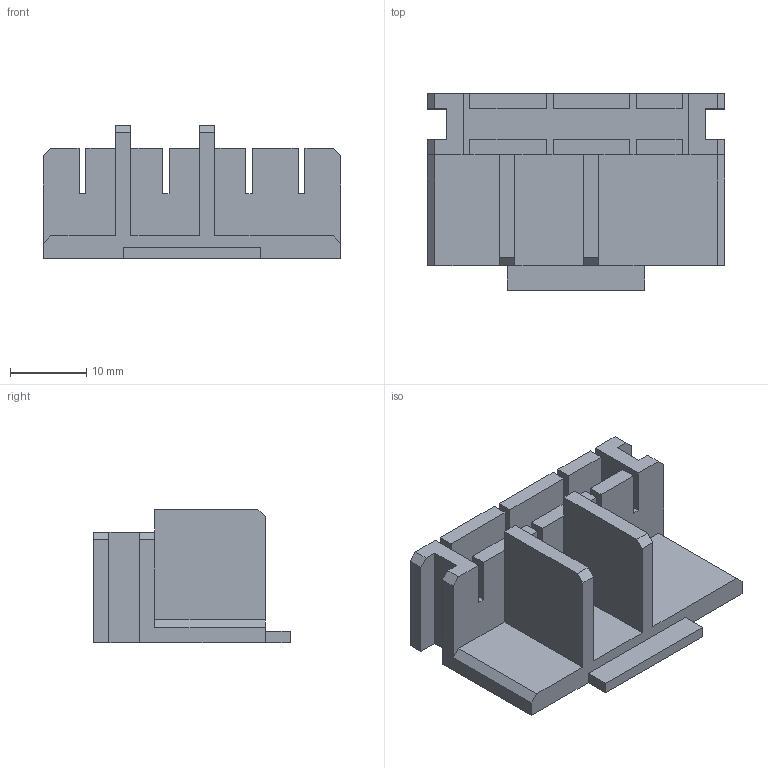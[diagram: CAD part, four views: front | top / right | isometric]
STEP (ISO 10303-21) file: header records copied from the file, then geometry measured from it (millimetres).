
FILE_DESCRIPTION(('FreeCAD Model'),'2;1');
FILE_NAME('Open CASCADE Shape Model','2026-02-01T19:38:45',(''),(''), 'Open CASCADE STEP processor 7.9','FreeCAD','Unknown');
FILE_SCHEMA(('AUTOMOTIVE_DESIGN { 1 0 10303 214 1 1 1 1 }'));
Length unit declared in the file: millimetre
Products named in the file (1): ContactsHolder
Bounding box: 39 x 25.75 x 17.5 mm (x, y, z)
Volume: 5588.6 mm3; surface area: 4844.2 mm2
Topology: 1 solids, 1 shells, 74 faces, 212 edges, 140 vertices
Faces by surface type: plane 74
Entity records: 2386 total; most frequent: CARTESIAN_POINT 427, ORIENTED_EDGE 424, DIRECTION 362, EDGE_CURVE 212, LINE 212, VECTOR 212, VERTEX_POINT 140, AXIS2_PLACEMENT_3D 75
